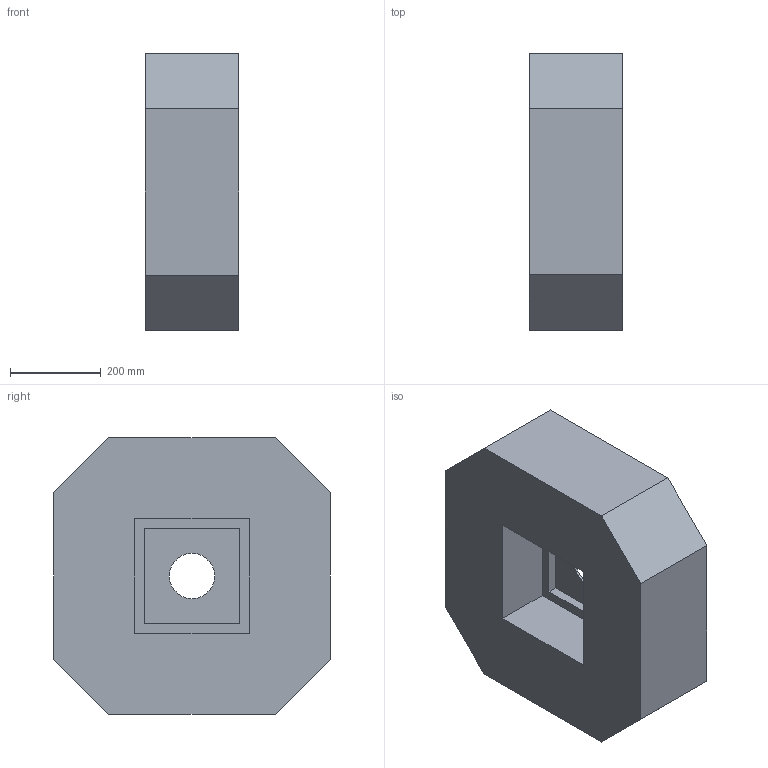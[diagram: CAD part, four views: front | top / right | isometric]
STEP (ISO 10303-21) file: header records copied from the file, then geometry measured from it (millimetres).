
FILE_DESCRIPTION (( 'STEP AP203' ), '1' );
FILE_NAME ('菁釱.STEP', '2024-10-09T12:30:35', ( '' ), ( '' ), 'SwSTEP 2.0', 'SolidWorks 2024', '' );
FILE_SCHEMA (( 'CONFIG_CONTROL_DESIGN' ));
Length unit declared in the file: millimetre
Products named in the file (1): 底座
Bounding box: 206 x 610 x 610 mm (x, y, z)
Volume: 4544529.6 mm3; surface area: 1830153.3 mm2
Topology: 1 solids, 1 shells, 41 faces, 102 edges, 68 vertices
Faces by surface type: plane 39, cylinder 2
Entity records: 1281 total; most frequent: CARTESIAN_POINT 212, ORIENTED_EDGE 204, DIRECTION 190, EDGE_CURVE 102, LINE 98, VECTOR 98, VERTEX_POINT 68, EDGE_LOOP 48
